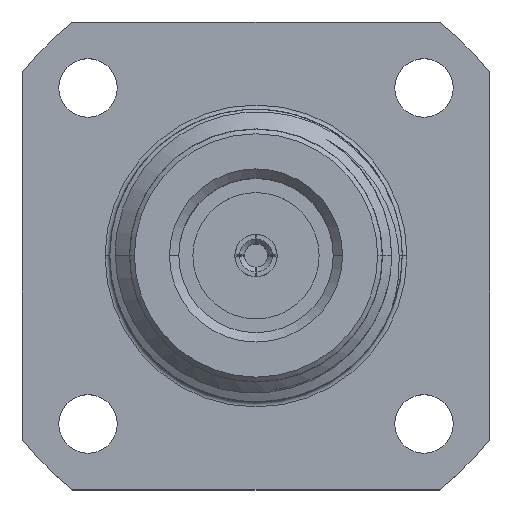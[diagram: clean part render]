
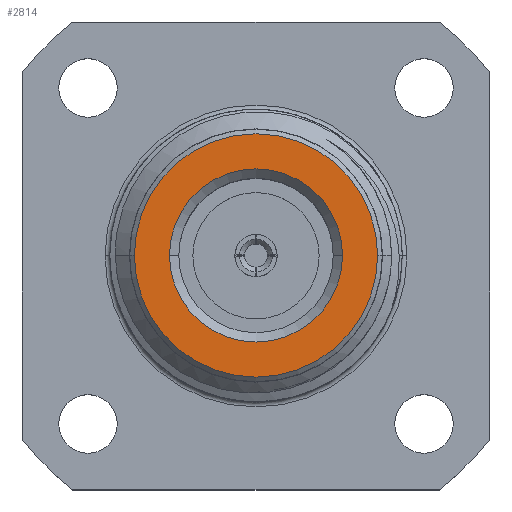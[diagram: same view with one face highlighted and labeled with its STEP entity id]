
A CAD part, top view. The second image highlights one B-rep face of the part: STEP entity #2814.
In plain terms, the highlighted planar face has unit normal (0, 0, 1).
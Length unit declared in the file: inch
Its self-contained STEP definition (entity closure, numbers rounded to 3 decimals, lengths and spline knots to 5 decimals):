
#228 = CARTESIAN_POINT ( 'NONE',  ( -0.185, 0., 0. ) ) ;
#458 = VERTEX_POINT ( 'NONE', #2975 ) ;
#496 = AXIS2_PLACEMENT_3D ( 'NONE', #3872, #4405, #2823 ) ;
#553 = PLANE ( 'NONE',  #3590 ) ;
#694 = EDGE_CURVE ( 'NONE', #2340, #5111, #5393, .T. ) ;
#847 = VERTEX_POINT ( 'NONE', #4876 ) ;
#1030 = DIRECTION ( 'NONE',  ( 0., 0., 1. ) ) ;
#1291 = DIRECTION ( 'NONE',  ( 0., 0., 1. ) ) ;
#1364 = EDGE_LOOP ( 'NONE', ( #3322, #3103 ) ) ;
#1664 = AXIS2_PLACEMENT_3D ( 'NONE', #6326, #6401, #2055 ) ;
#1821 = CARTESIAN_POINT ( 'NONE',  ( 0.185, 0., 0. ) ) ;
#2019 = CIRCLE ( 'NONE', #6015, 0.26 ) ;
#2055 = DIRECTION ( 'NONE',  ( 1., 0., 0. ) ) ;
#2115 = DIRECTION ( 'NONE',  ( 1., 0., 0. ) ) ;
#2138 = FACE_BOUND ( 'NONE', #6233, .T. ) ;
#2340 = VERTEX_POINT ( 'NONE', #1821 ) ;
#2814 = ADVANCED_FACE ( 'NONE', ( #6145, #2138 ), #553, .T. ) ;
#2823 = DIRECTION ( 'NONE',  ( 1., 0., 0. ) ) ;
#2825 = EDGE_CURVE ( 'NONE', #458, #847, #4725, .T. ) ;
#2975 = CARTESIAN_POINT ( 'NONE',  ( -0.26, 0., 0. ) ) ;
#3103 = ORIENTED_EDGE ( 'NONE', *, *, #6900, .T. ) ;
#3140 = AXIS2_PLACEMENT_3D ( 'NONE', #3776, #5839, #2115 ) ;
#3161 = EDGE_CURVE ( 'NONE', #5111, #2340, #4817, .T. ) ;
#3191 = DIRECTION ( 'NONE',  ( 1., 0., 0. ) ) ;
#3322 = ORIENTED_EDGE ( 'NONE', *, *, #2825, .T. ) ;
#3590 = AXIS2_PLACEMENT_3D ( 'NONE', #5361, #1030, #3191 ) ;
#3776 = CARTESIAN_POINT ( 'NONE',  ( 0., 0., 0. ) ) ;
#3872 = CARTESIAN_POINT ( 'NONE',  ( 0., 0., 0. ) ) ;
#4405 = DIRECTION ( 'NONE',  ( 0., 0., -1. ) ) ;
#4579 = ORIENTED_EDGE ( 'NONE', *, *, #3161, .T. ) ;
#4618 = ORIENTED_EDGE ( 'NONE', *, *, #694, .T. ) ;
#4725 = CIRCLE ( 'NONE', #3140, 0.26 ) ;
#4817 = CIRCLE ( 'NONE', #496, 0.185 ) ;
#4876 = CARTESIAN_POINT ( 'NONE',  ( 0.26, 0., 0. ) ) ;
#5003 = CARTESIAN_POINT ( 'NONE',  ( 0., 0., 0. ) ) ;
#5111 = VERTEX_POINT ( 'NONE', #228 ) ;
#5361 = CARTESIAN_POINT ( 'NONE',  ( 0., 0., 0. ) ) ;
#5393 = CIRCLE ( 'NONE', #1664, 0.185 ) ;
#5839 = DIRECTION ( 'NONE',  ( 0., 0., 1. ) ) ;
#6015 = AXIS2_PLACEMENT_3D ( 'NONE', #5003, #1291, #6652 ) ;
#6145 = FACE_OUTER_BOUND ( 'NONE', #1364, .T. ) ;
#6233 = EDGE_LOOP ( 'NONE', ( #4618, #4579 ) ) ;
#6326 = CARTESIAN_POINT ( 'NONE',  ( 0., 0., 0. ) ) ;
#6401 = DIRECTION ( 'NONE',  ( 0., 0., -1. ) ) ;
#6652 = DIRECTION ( 'NONE',  ( 1., 0., 0. ) ) ;
#6900 = EDGE_CURVE ( 'NONE', #847, #458, #2019, .T. ) ;
